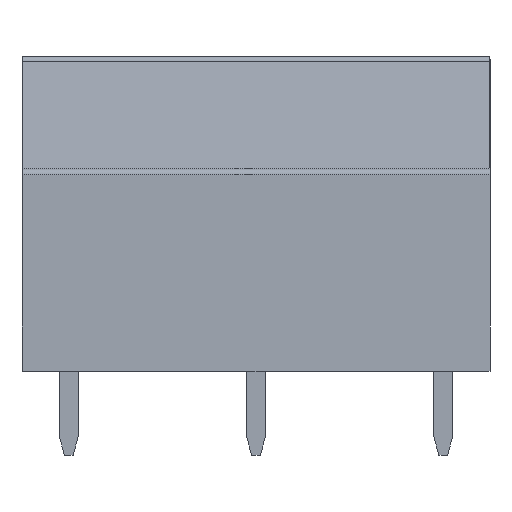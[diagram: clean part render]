
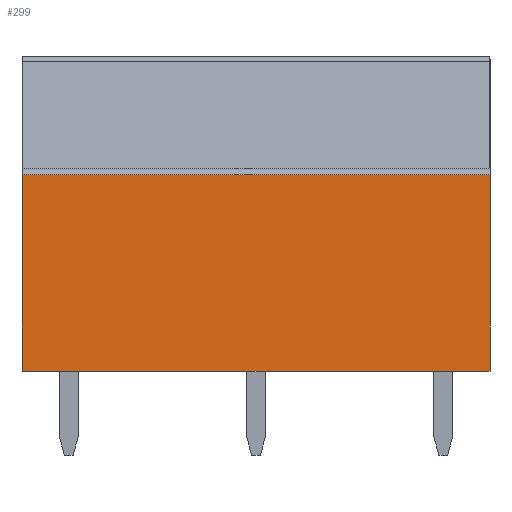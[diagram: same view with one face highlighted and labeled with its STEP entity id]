
A CAD part, front view. The second image highlights one B-rep face of the part: STEP entity #299.
In plain terms, the highlighted planar face has unit normal (0, -1, 0).
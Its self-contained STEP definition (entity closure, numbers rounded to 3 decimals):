
#299 = ADVANCED_FACE( '', ( #720 ), #721, .T. );
#720 = FACE_OUTER_BOUND( '', #1271, .T. );
#721 = PLANE( '', #1272 );
#1271 = EDGE_LOOP( '', ( #2125, #2126, #2127, #2128 ) );
#1272 = AXIS2_PLACEMENT_3D( '', #2129, #2130, #2131 );
#2125 = ORIENTED_EDGE( '', *, *, #3368, .T. );
#2126 = ORIENTED_EDGE( '', *, *, #3369, .T. );
#2127 = ORIENTED_EDGE( '', *, *, #3354, .T. );
#2128 = ORIENTED_EDGE( '', *, *, #3370, .T. );
#2129 = CARTESIAN_POINT( '', ( 222.987, 62.148, 5.1 ) );
#2130 = DIRECTION( '', ( 0., -1., 0. ) );
#2131 = DIRECTION( '', ( 0., 0., 1. ) );
#3354 = EDGE_CURVE( '', #4093, #4091, #4094, .T. );
#3368 = EDGE_CURVE( '', #4114, #4115, #4116, .T. );
#3369 = EDGE_CURVE( '', #4115, #4093, #4117, .T. );
#3370 = EDGE_CURVE( '', #4091, #4114, #4118, .T. );
#4091 = VERTEX_POINT( '', #5102 );
#4093 = VERTEX_POINT( '', #5105 );
#4094 = LINE( '', #5106, #5107 );
#4114 = VERTEX_POINT( '', #5138 );
#4115 = VERTEX_POINT( '', #5139 );
#4116 = LINE( '', #5140, #5141 );
#4117 = LINE( '', #5142, #5143 );
#4118 = LINE( '', #5144, #5145 );
#5102 = CARTESIAN_POINT( '', ( 229.737, 62.148, 0. ) );
#5105 = CARTESIAN_POINT( '', ( 204.737, 62.148, 0. ) );
#5106 = CARTESIAN_POINT( '', ( 219.737, 62.148, 0. ) );
#5107 = VECTOR( '', #5927, 1000. );
#5138 = CARTESIAN_POINT( '', ( 229.737, 62.148, 10.5 ) );
#5139 = CARTESIAN_POINT( '', ( 204.737, 62.148, 10.5 ) );
#5140 = CARTESIAN_POINT( '', ( 234.737, 62.148, 10.5 ) );
#5141 = VECTOR( '', #5939, 1000. );
#5142 = CARTESIAN_POINT( '', ( 204.737, 62.148, 5.1 ) );
#5143 = VECTOR( '', #5940, 1000. );
#5144 = CARTESIAN_POINT( '', ( 229.737, 62.148, 5.1 ) );
#5145 = VECTOR( '', #5941, 1000. );
#5927 = DIRECTION( '', ( 1., 0., 0. ) );
#5939 = DIRECTION( '', ( -1., 0., 0. ) );
#5940 = DIRECTION( '', ( 0., 0., -1. ) );
#5941 = DIRECTION( '', ( 0., 0., 1. ) );
